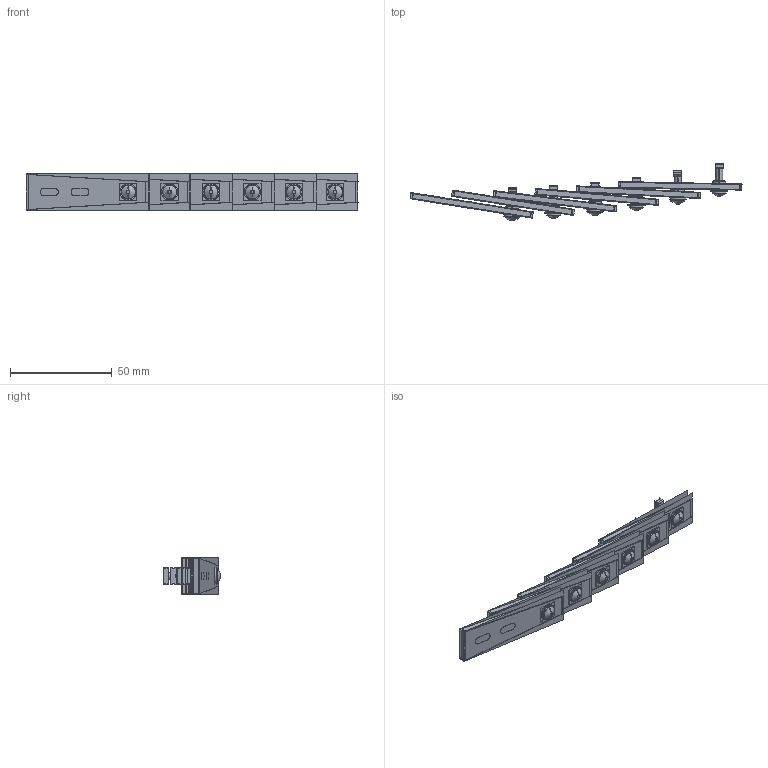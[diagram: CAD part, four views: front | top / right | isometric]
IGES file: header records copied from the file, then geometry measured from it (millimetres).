
Global section: file name: _cgs_temp_output.igs; native system: Creo Parametric by Parametric Technology Corporation; preprocessor: 2016360; author: SYSTEM; organization: Unknown; date: 20170924.110949; units: inch
Bounding box: 162.93 x 28.4 x 17.93 mm (x, y, z)
Volume: 15834.4 mm3; surface area: 66554.3 mm2
Topology: 12 solids, 12 shells, 780 faces, 3720 edges, 4704 vertices
Faces by surface type: revolution 480, bspline 300
